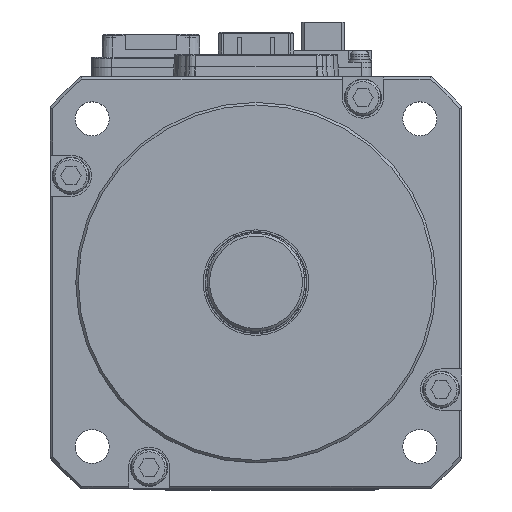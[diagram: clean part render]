
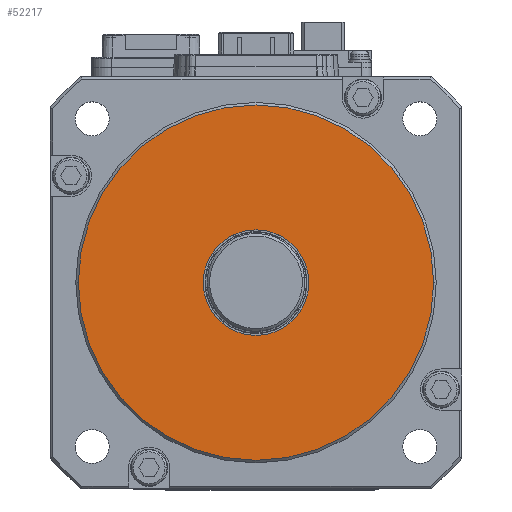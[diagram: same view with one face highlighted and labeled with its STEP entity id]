
A CAD part, top view. The second image highlights one B-rep face of the part: STEP entity #52217.
In plain terms, the highlighted planar face has unit normal (0, 0, 1).
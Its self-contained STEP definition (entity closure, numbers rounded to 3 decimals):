
#8978 = CARTESIAN_POINT ( 'NONE',  ( 34.5, 0., 50.5 ) ) ;
#9068 = CARTESIAN_POINT ( 'NONE',  ( -10.25, 0., 50.5 ) ) ;
#9081 = CARTESIAN_POINT ( 'NONE',  ( -34.5, 0., 50.5 ) ) ;
#9120 = CARTESIAN_POINT ( 'NONE',  ( 10.25, 0., 50.5 ) ) ;
#18930 = CIRCLE ( 'NONE', #19157, 10.25 ) ;
#19126 = CIRCLE ( 'NONE', #19153, 34.5 ) ;
#19153 = AXIS2_PLACEMENT_3D ( 'NONE', #25545, #25558, #25555 ) ;
#19157 = AXIS2_PLACEMENT_3D ( 'NONE', #25450, #25435, #25443 ) ;
#19439 = CIRCLE ( 'NONE', #19459, 10.25 ) ;
#19459 = AXIS2_PLACEMENT_3D ( 'NONE', #25886, #25866, #25876 ) ;
#19532 = CIRCLE ( 'NONE', #19536, 34.5 ) ;
#19536 = AXIS2_PLACEMENT_3D ( 'NONE', #25950, #25936, #25934 ) ;
#25435 = DIRECTION ( 'NONE',  ( 0., 0., 1. ) ) ;
#25443 = DIRECTION ( 'NONE',  ( 1., 0., 0. ) ) ;
#25450 = CARTESIAN_POINT ( 'NONE',  ( 0., 0., 50.5 ) ) ;
#25545 = CARTESIAN_POINT ( 'NONE',  ( 0., 0., 50.5 ) ) ;
#25555 = DIRECTION ( 'NONE',  ( 1., 0., 0. ) ) ;
#25558 = DIRECTION ( 'NONE',  ( 0., 0., 1. ) ) ;
#25866 = DIRECTION ( 'NONE',  ( 0., 0., 1. ) ) ;
#25876 = DIRECTION ( 'NONE',  ( 1., 0., 0. ) ) ;
#25886 = CARTESIAN_POINT ( 'NONE',  ( 0., 0., 50.5 ) ) ;
#25934 = DIRECTION ( 'NONE',  ( 1., 0., 0. ) ) ;
#25936 = DIRECTION ( 'NONE',  ( 0., 0., 1. ) ) ;
#25950 = CARTESIAN_POINT ( 'NONE',  ( 0., 0., 50.5 ) ) ;
#35768 = EDGE_LOOP ( 'NONE', ( #60011, #60116 ) ) ;
#35850 = EDGE_LOOP ( 'NONE', ( #60027, #60090 ) ) ;
#49109 = FACE_BOUND ( 'NONE', #35850, .T. ) ;
#49148 = PLANE ( 'NONE',  #80861 ) ;
#49154 = CARTESIAN_POINT ( 'NONE',  ( 0., 0., 50.5 ) ) ;
#49166 = FACE_OUTER_BOUND ( 'NONE', #35768, .T. ) ;
#49191 = DIRECTION ( 'NONE',  ( 0., 0., 1. ) ) ;
#49241 = DIRECTION ( 'NONE',  ( 1., 0., 0. ) ) ;
#52217 = ADVANCED_FACE ( 'NONE', ( #49166, #49109 ), #49148, .T. ) ;
#60011 = ORIENTED_EDGE ( 'NONE', *, *, #71367, .T. ) ;
#60027 = ORIENTED_EDGE ( 'NONE', *, *, #71216, .F. ) ;
#60090 = ORIENTED_EDGE ( 'NONE', *, *, #71340, .F. ) ;
#60116 = ORIENTED_EDGE ( 'NONE', *, *, #71245, .T. ) ;
#71216 = EDGE_CURVE ( 'NONE', #77920, #77973, #18930, .T. ) ;
#71245 = EDGE_CURVE ( 'NONE', #77913, #77928, #19126, .T. ) ;
#71340 = EDGE_CURVE ( 'NONE', #77973, #77920, #19439, .T. ) ;
#71367 = EDGE_CURVE ( 'NONE', #77928, #77913, #19532, .T. ) ;
#77913 = VERTEX_POINT ( 'NONE', #8978 ) ;
#77920 = VERTEX_POINT ( 'NONE', #9068 ) ;
#77928 = VERTEX_POINT ( 'NONE', #9081 ) ;
#77973 = VERTEX_POINT ( 'NONE', #9120 ) ;
#80861 = AXIS2_PLACEMENT_3D ( 'NONE', #49154, #49191, #49241 ) ;
